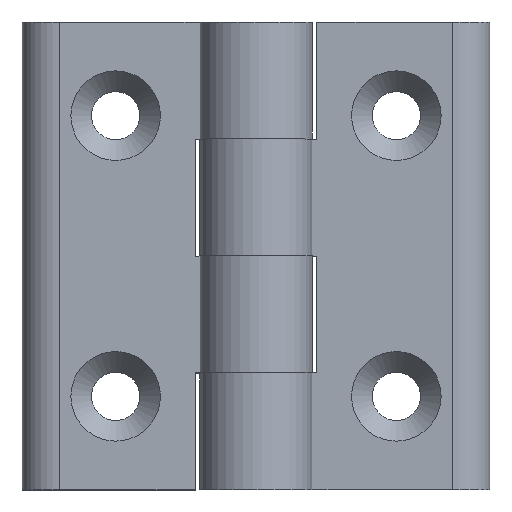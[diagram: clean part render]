
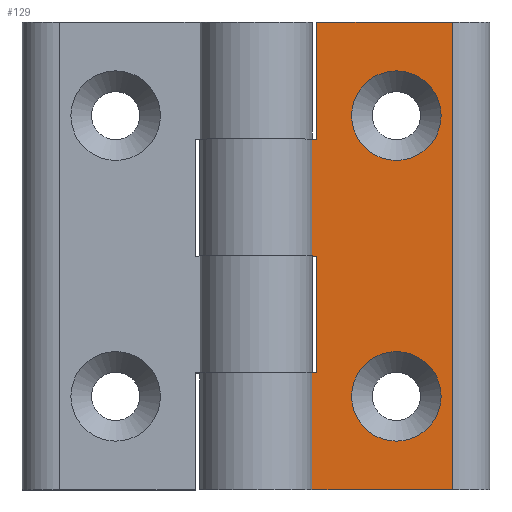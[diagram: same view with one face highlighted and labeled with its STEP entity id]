
A CAD part, top view. The second image highlights one B-rep face of the part: STEP entity #129.
In plain terms, the highlighted planar face has unit normal (0, 0, 1).
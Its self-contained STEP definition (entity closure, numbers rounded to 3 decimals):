
#2=CARTESIAN_POINT('',(6.,-10.,6.));
#3=DIRECTION('',(0.0,0.0,-1.0));
#4=DIRECTION('',(-1.0,0.0,0.0));
#5=AXIS2_PLACEMENT_3D('',#2,#3,#4);
#6=PLANE('',#5);
#7=CARTESIAN_POINT('',(6.,-10.,6.));
#8=VERTEX_POINT('',#7);
#9=CARTESIAN_POINT('',(6.,40.,6.));
#10=VERTEX_POINT('',#9);
#11=CARTESIAN_POINT('',(6.,-10.,6.));
#12=DIRECTION('',(0.0,1.0,0.0));
#13=VECTOR('',#12,50.0);
#14=LINE('',#11,#13);
#15=EDGE_CURVE('',#8,#10,#14,.T.);
#16=ORIENTED_EDGE('',*,*,#15,.T.);
#17=CARTESIAN_POINT('',(-8.5,40.,6.));
#18=VERTEX_POINT('',#17);
#19=CARTESIAN_POINT('',(6.,40.,6.));
#20=DIRECTION('',(-1.0,0.0,0.0));
#21=VECTOR('',#20,14.5);
#22=LINE('',#19,#21);
#23=EDGE_CURVE('',#10,#18,#22,.T.);
#24=ORIENTED_EDGE('',*,*,#23,.T.);
#25=CARTESIAN_POINT('',(-8.5,27.5,6.));
#26=VERTEX_POINT('',#25);
#27=CARTESIAN_POINT('',(-8.5,40.,6.));
#28=DIRECTION('',(0.0,-1.0,0.0));
#29=VECTOR('',#28,12.5);
#30=LINE('',#27,#29);
#31=EDGE_CURVE('',#18,#26,#30,.T.);
#32=ORIENTED_EDGE('',*,*,#31,.T.);
#33=CARTESIAN_POINT('',(-9.021,27.5,6.));
#34=VERTEX_POINT('',#33);
#35=CARTESIAN_POINT('',(-9.021,27.5,6.));
#36=DIRECTION('',(1.0,0.0,0.0));
#37=VECTOR('',#36,0.521);
#38=LINE('',#35,#37);
#39=EDGE_CURVE('',#34,#26,#38,.T.);
#40=ORIENTED_EDGE('',*,*,#39,.F.);
#41=CARTESIAN_POINT('',(-9.021,15.,6.));
#42=VERTEX_POINT('',#41);
#43=CARTESIAN_POINT('',(-9.021,15.,6.));
#44=DIRECTION('',(0.0,1.0,0.0));
#45=VECTOR('',#44,12.5);
#46=LINE('',#43,#45);
#47=EDGE_CURVE('',#42,#34,#46,.T.);
#48=ORIENTED_EDGE('',*,*,#47,.F.);
#49=CARTESIAN_POINT('',(-8.5,15.,6.));
#50=VERTEX_POINT('',#49);
#51=CARTESIAN_POINT('',(-9.021,15.,6.));
#52=DIRECTION('',(1.0,0.0,0.0));
#53=VECTOR('',#52,0.521);
#54=LINE('',#51,#53);
#55=EDGE_CURVE('',#42,#50,#54,.T.);
#56=ORIENTED_EDGE('',*,*,#55,.T.);
#57=CARTESIAN_POINT('',(-8.5,2.5,6.));
#58=VERTEX_POINT('',#57);
#59=CARTESIAN_POINT('',(-8.5,15.,6.));
#60=DIRECTION('',(0.0,-1.0,0.0));
#61=VECTOR('',#60,12.5);
#62=LINE('',#59,#61);
#63=EDGE_CURVE('',#50,#58,#62,.T.);
#64=ORIENTED_EDGE('',*,*,#63,.T.);
#65=CARTESIAN_POINT('',(-9.021,2.5,6.));
#66=VERTEX_POINT('',#65);
#67=CARTESIAN_POINT('',(-9.021,2.5,6.));
#68=DIRECTION('',(1.0,0.0,0.0));
#69=VECTOR('',#68,0.521);
#70=LINE('',#67,#69);
#71=EDGE_CURVE('',#66,#58,#70,.T.);
#72=ORIENTED_EDGE('',*,*,#71,.F.);
#73=CARTESIAN_POINT('',(-9.021,-10.,6.));
#74=VERTEX_POINT('',#73);
#75=CARTESIAN_POINT('',(-9.021,-10.,6.));
#76=DIRECTION('',(0.0,1.0,0.0));
#77=VECTOR('',#76,12.5);
#78=LINE('',#75,#77);
#79=EDGE_CURVE('',#74,#66,#78,.T.);
#80=ORIENTED_EDGE('',*,*,#79,.F.);
#81=CARTESIAN_POINT('',(6.,-10.,6.));
#82=DIRECTION('',(-1.0,0.0,0.0));
#83=VECTOR('',#82,15.021);
#84=LINE('',#81,#83);
#85=EDGE_CURVE('',#8,#74,#84,.T.);
#86=ORIENTED_EDGE('',*,*,#85,.F.);
#87=EDGE_LOOP('',(#16,#24,#32,#40,#48,#56,#64,#72,#80,#86));
#88=FACE_OUTER_BOUND('',#87,.T.);
#89=CARTESIAN_POINT('',(4.787,0.,6.));
#90=VERTEX_POINT('',#89);
#91=CARTESIAN_POINT('',(-4.787,0.,6.));
#92=VERTEX_POINT('',#91);
#93=CARTESIAN_POINT('',(0.0,0.,6.));
#94=DIRECTION('',(0.0,0.,-1.0));
#95=DIRECTION('',(1.0,0.0,0.0));
#96=AXIS2_PLACEMENT_3D('',#93,#94,#95);
#97=CIRCLE('',#96,4.787);
#98=EDGE_CURVE('',#90,#92,#97,.T.);
#99=ORIENTED_EDGE('',*,*,#98,.T.);
#100=CARTESIAN_POINT('',(0.0,0.,6.));
#101=DIRECTION('',(0.0,0.,-1.0));
#102=DIRECTION('',(1.0,0.0,0.0));
#103=AXIS2_PLACEMENT_3D('',#100,#101,#102);
#104=CIRCLE('',#103,4.787);
#105=EDGE_CURVE('',#92,#90,#104,.T.);
#106=ORIENTED_EDGE('',*,*,#105,.T.);
#107=EDGE_LOOP('',(#99,#106));
#108=FACE_BOUND('',#107,.T.);
#109=CARTESIAN_POINT('',(4.787,30.0,6.));
#110=VERTEX_POINT('',#109);
#111=CARTESIAN_POINT('',(-4.787,30.0,6.));
#112=VERTEX_POINT('',#111);
#113=CARTESIAN_POINT('',(0.0,30.0,6.));
#114=DIRECTION('',(0.0,0.,-1.0));
#115=DIRECTION('',(1.0,0.0,0.0));
#116=AXIS2_PLACEMENT_3D('',#113,#114,#115);
#117=CIRCLE('',#116,4.787);
#118=EDGE_CURVE('',#110,#112,#117,.T.);
#119=ORIENTED_EDGE('',*,*,#118,.T.);
#120=CARTESIAN_POINT('',(0.0,30.0,6.));
#121=DIRECTION('',(0.0,0.,-1.0));
#122=DIRECTION('',(1.0,0.0,0.0));
#123=AXIS2_PLACEMENT_3D('',#120,#121,#122);
#124=CIRCLE('',#123,4.787);
#125=EDGE_CURVE('',#112,#110,#124,.T.);
#126=ORIENTED_EDGE('',*,*,#125,.T.);
#127=EDGE_LOOP('',(#119,#126));
#128=FACE_BOUND('',#127,.T.);
#129=ADVANCED_FACE('',(#88,#108,#128),#6,.F.);
